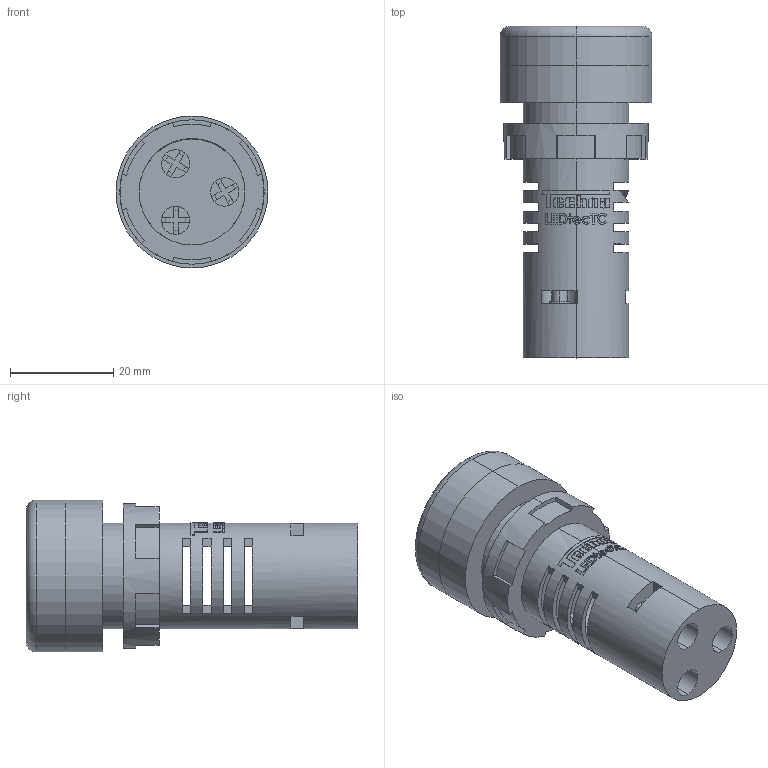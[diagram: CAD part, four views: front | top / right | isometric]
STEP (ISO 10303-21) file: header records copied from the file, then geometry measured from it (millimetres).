
FILE_DESCRIPTION (( 'STEP AP214' ), '1' );
FILE_NAME ('LEDtecTC.STEP', '2020-07-09T06:02:20', ( '' ), ( '' ), 'SwSTEP 2.0', 'SolidWorks 2020', '' );
FILE_SCHEMA (( 'AUTOMOTIVE_DESIGN' ));
Length unit declared in the file: millimetre
Products named in the file (1): LEDtecTC
Bounding box: 29.5 x 64.4 x 29.5 mm (x, y, z)
Volume: 21977.4 mm3; surface area: 10454.9 mm2
Topology: 2 solids, 2 shells, 377 faces, 1033 edges, 688 vertices
Faces by surface type: plane 229, bspline 84, cylinder 62, torus 2
Entity records: 18575 total; most frequent: CARTESIAN_POINT 6888, ORIENTED_EDGE 2066, DIRECTION 1693, EDGE_CURVE 1033, VERTEX_POINT 688, VECTOR 575, LINE 575, AXIS2_PLACEMENT_3D 559
